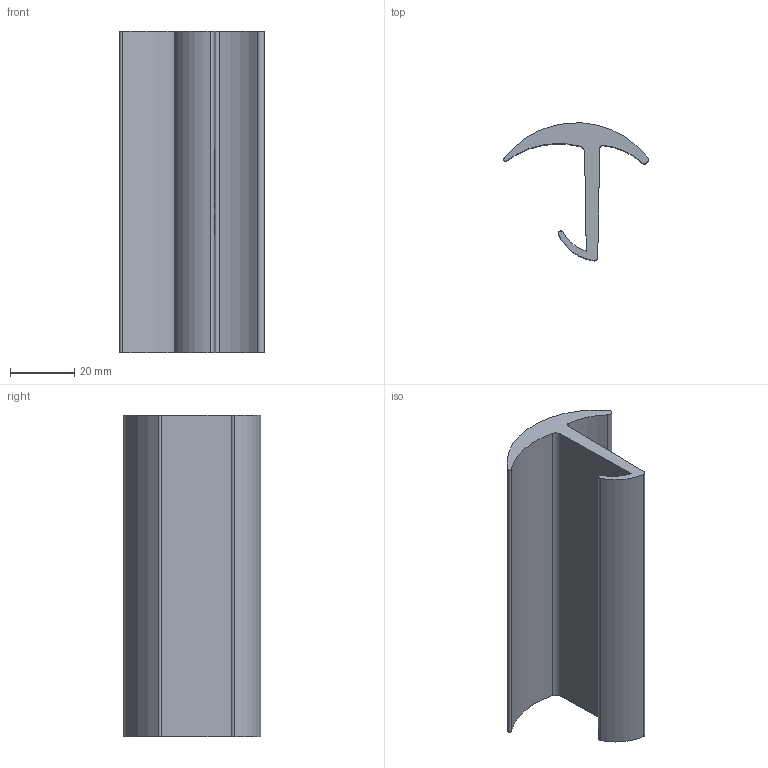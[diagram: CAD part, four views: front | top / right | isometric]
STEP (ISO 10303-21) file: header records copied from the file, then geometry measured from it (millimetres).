
FILE_DESCRIPTION (( 'STEP AP214' ), '1' );
FILE_NAME ('01287-Container Door J Seal 45x34mm.STEP', '2018-07-18T04:00:24', ( '' ), ( '' ), 'SwSTEP 2.0', 'SolidWorks 2018', '' );
FILE_SCHEMA (( 'AUTOMOTIVE_DESIGN' ));
Length unit declared in the file: millimetre
Products named in the file (2): 01287-Container Door J Seal 45x34mm
Bounding box: 45 x 42.85 x 100 mm (x, y, z)
Volume: 39033.2 mm3; surface area: 19935.4 mm2
Topology: 1 solids, 1 shells, 267 faces, 717 edges, 478 vertices
Faces by surface type: plane 151, bspline 104, cylinder 12
Entity records: 14212 total; most frequent: CARTESIAN_POINT 8160, ORIENTED_EDGE 1434, DIRECTION 863, EDGE_CURVE 717, LINE 485, VECTOR 485, VERTEX_POINT 478, EDGE_LOOP 293
